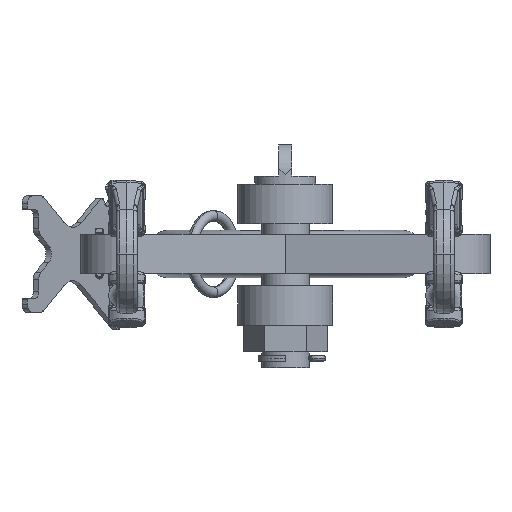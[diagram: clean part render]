
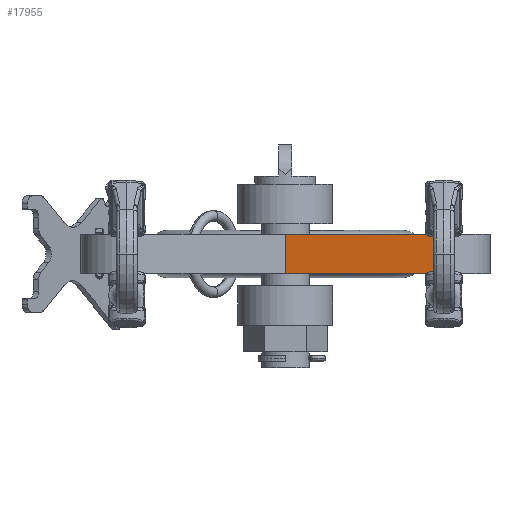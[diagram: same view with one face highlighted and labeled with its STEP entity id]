
A CAD part, front view. The second image highlights one B-rep face of the part: STEP entity #17955.
In plain terms, the highlighted planar face has unit normal (-0.174, -0.985, 0).
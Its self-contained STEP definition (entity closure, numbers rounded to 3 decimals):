
#13649=DIRECTION('',(-0.985,0.174,0.));
#13650=VECTOR('',#13649,115.68);
#13651=CARTESIAN_POINT('',(113.922,-92.468,-15.));
#13652=LINE('',#13651,#13650);
#13757=DIRECTION('',(0.,0.,1.));
#13758=VECTOR('',#13757,30.);
#13759=CARTESIAN_POINT('',(0.,-72.381,-15.));
#13760=LINE('',#13759,#13758);
#13765=DIRECTION('',(0.,0.,1.));
#13766=VECTOR('',#13765,30.);
#13767=CARTESIAN_POINT('',(113.922,-92.468,-15.));
#13768=LINE('',#13767,#13766);
#13820=DIRECTION('',(-0.985,0.174,0.));
#13821=VECTOR('',#13820,115.68);
#13822=CARTESIAN_POINT('',(113.922,-92.468,15.));
#13823=LINE('',#13822,#13821);
#16868=CARTESIAN_POINT('',(113.922,-92.468,-15.));
#16870=VERTEX_POINT('',#16868);
#16872=CARTESIAN_POINT('',(113.922,-92.468,15.));
#16874=VERTEX_POINT('',#16872);
#16907=CARTESIAN_POINT('',(0.,-72.381,-15.));
#16908=CARTESIAN_POINT('',(0.,-72.381,15.));
#16909=VERTEX_POINT('',#16907);
#16910=VERTEX_POINT('',#16908);
#17942=CARTESIAN_POINT('',(113.922,-92.468,-15.));
#17943=DIRECTION('',(0.174,0.985,0.));
#17944=DIRECTION('',(-0.985,0.174,0.));
#17945=AXIS2_PLACEMENT_3D('',#17942,#17943,#17944);
#17946=PLANE('',#17945);
#17947=ORIENTED_EDGE('',*,*,#17932,.T.);
#17949=ORIENTED_EDGE('',*,*,#17948,.F.);
#17951=ORIENTED_EDGE('',*,*,#17950,.F.);
#17952=ORIENTED_EDGE('',*,*,#17846,.T.);
#17953=EDGE_LOOP('',(#17947,#17949,#17951,#17952));
#17954=FACE_OUTER_BOUND('',#17953,.F.);
#17955=ADVANCED_FACE('',(#17954),#17946,.F.);
#17846=EDGE_CURVE('',#16870,#16909,#13652,.T.);
#17932=EDGE_CURVE('',#16909,#16910,#13760,.T.);
#17948=EDGE_CURVE('',#16874,#16910,#13823,.T.);
#17950=EDGE_CURVE('',#16870,#16874,#13768,.T.);
